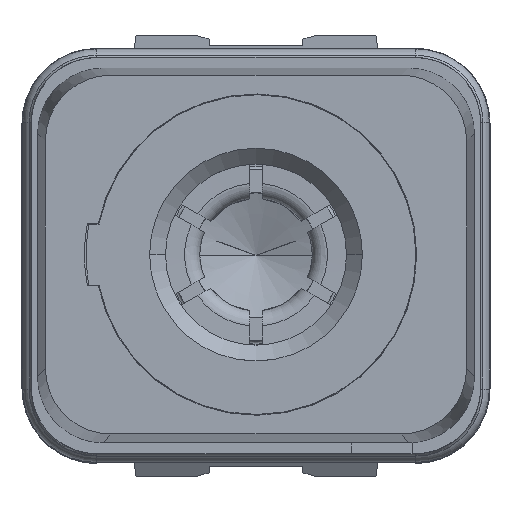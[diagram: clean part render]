
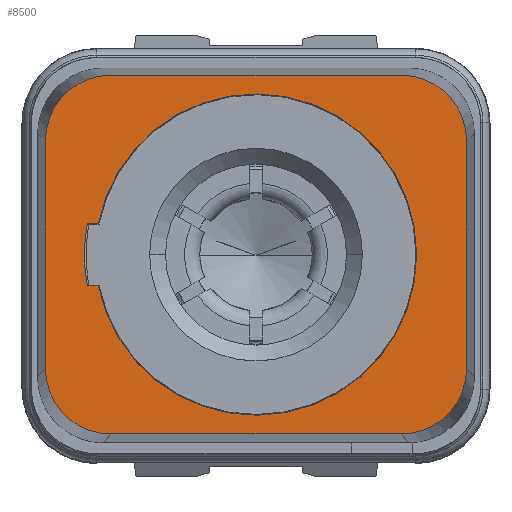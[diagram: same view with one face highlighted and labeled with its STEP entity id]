
A CAD part, top view. The second image highlights one B-rep face of the part: STEP entity #8500.
In plain terms, the highlighted planar face has unit normal (0, 0, 1).
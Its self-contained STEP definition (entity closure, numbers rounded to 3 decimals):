
#1770=DIRECTION('',(-1.,0.,0.));
#1771=VECTOR('',#1770,9.3);
#1772=CARTESIAN_POINT('',(4.65,-5.75,0.));
#1773=LINE('',#1772,#1771);
#1774=CARTESIAN_POINT('',(-4.65,-3.65,0.));
#1775=DIRECTION('',(0.,0.,-1.));
#1776=DIRECTION('',(0.,-1.,0.));
#1777=AXIS2_PLACEMENT_3D('',#1774,#1775,#1776);
#1779=DIRECTION('',(0.,1.,0.));
#1780=VECTOR('',#1779,7.3);
#1781=CARTESIAN_POINT('',(-6.75,-3.65,0.));
#1782=LINE('',#1781,#1780);
#1783=CARTESIAN_POINT('',(-4.65,3.65,0.));
#1784=DIRECTION('',(0.,0.,-1.));
#1785=DIRECTION('',(-1.,0.,0.));
#1786=AXIS2_PLACEMENT_3D('',#1783,#1784,#1785);
#1788=DIRECTION('',(1.,0.,0.));
#1789=VECTOR('',#1788,9.3);
#1790=CARTESIAN_POINT('',(-4.65,5.75,0.));
#1791=LINE('',#1790,#1789);
#1792=CARTESIAN_POINT('',(4.65,3.65,0.));
#1793=DIRECTION('',(0.,0.,-1.));
#1794=DIRECTION('',(0.,1.,0.));
#1795=AXIS2_PLACEMENT_3D('',#1792,#1793,#1794);
#1797=DIRECTION('',(0.,-1.,0.));
#1798=VECTOR('',#1797,7.3);
#1799=CARTESIAN_POINT('',(6.75,3.65,0.));
#1800=LINE('',#1799,#1798);
#1801=CARTESIAN_POINT('',(4.65,-3.65,0.));
#1802=DIRECTION('',(0.,0.,-1.));
#1803=DIRECTION('',(1.,0.,0.));
#1804=AXIS2_PLACEMENT_3D('',#1801,#1802,#1803);
#1806=CARTESIAN_POINT('',(0.,0.,0.));
#1807=DIRECTION('',(0.,0.,1.));
#1808=DIRECTION('',(-0.983,0.182,0.));
#1809=AXIS2_PLACEMENT_3D('',#1806,#1807,#1808);
#1811=DIRECTION('',(1.,0.,0.));
#1812=VECTOR('',#1811,0.356);
#1813=CARTESIAN_POINT('',(-5.408,-1.,0.));
#1814=LINE('',#1813,#1812);
#1815=CARTESIAN_POINT('',(0.,0.,0.));
#1816=DIRECTION('',(0.,0.,-1.));
#1817=DIRECTION('',(1.,0.,0.));
#1818=AXIS2_PLACEMENT_3D('',#1815,#1816,#1817);
#1820=CARTESIAN_POINT('',(0.,0.,0.));
#1821=DIRECTION('',(0.,0.,-1.));
#1822=DIRECTION('',(-0.981,0.194,0.));
#1823=AXIS2_PLACEMENT_3D('',#1820,#1821,#1822);
#1825=DIRECTION('',(-1.,0.,0.));
#1826=VECTOR('',#1825,0.356);
#1827=CARTESIAN_POINT('',(-5.052,1.,0.));
#1828=LINE('',#1827,#1826);
#5254=CARTESIAN_POINT('',(5.15,0.,0.));
#5255=VERTEX_POINT('',#5254);
#5260=CARTESIAN_POINT('',(-5.408,1.,0.));
#5261=CARTESIAN_POINT('',(-5.408,-1.,0.));
#5262=VERTEX_POINT('',#5260);
#5263=VERTEX_POINT('',#5261);
#5264=CARTESIAN_POINT('',(-5.052,-1.,0.));
#5265=VERTEX_POINT('',#5264);
#5266=CARTESIAN_POINT('',(4.65,-5.75,0.));
#5267=CARTESIAN_POINT('',(-4.65,-5.75,0.));
#5268=VERTEX_POINT('',#5266);
#5269=VERTEX_POINT('',#5267);
#5270=CARTESIAN_POINT('',(-6.75,-3.65,0.));
#5271=VERTEX_POINT('',#5270);
#5272=CARTESIAN_POINT('',(-6.75,3.65,0.));
#5273=VERTEX_POINT('',#5272);
#5274=CARTESIAN_POINT('',(-4.65,5.75,0.));
#5275=VERTEX_POINT('',#5274);
#5276=CARTESIAN_POINT('',(4.65,5.75,0.));
#5277=VERTEX_POINT('',#5276);
#5278=CARTESIAN_POINT('',(6.75,3.65,0.));
#5279=VERTEX_POINT('',#5278);
#5280=CARTESIAN_POINT('',(6.75,-3.65,0.));
#5281=VERTEX_POINT('',#5280);
#5302=CARTESIAN_POINT('',(-5.052,1.,0.));
#5303=VERTEX_POINT('',#5302);
#8473=CARTESIAN_POINT('',(2.572,6.,0.));
#8474=DIRECTION('',(0.,0.,-1.));
#8475=DIRECTION('',(1.,0.,0.));
#8476=AXIS2_PLACEMENT_3D('',#8473,#8474,#8475);
#8477=PLANE('',#8476);
#8478=ORIENTED_EDGE('',*,*,#8110,.T.);
#8479=ORIENTED_EDGE('',*,*,#8166,.T.);
#8480=ORIENTED_EDGE('',*,*,#8207,.T.);
#8481=ORIENTED_EDGE('',*,*,#8262,.T.);
#8482=ORIENTED_EDGE('',*,*,#8303,.T.);
#8483=ORIENTED_EDGE('',*,*,#8358,.T.);
#8484=ORIENTED_EDGE('',*,*,#8399,.T.);
#8485=ORIENTED_EDGE('',*,*,#8453,.T.);
#8486=EDGE_LOOP('',(#8478,#8479,#8480,#8481,#8482,#8483,#8484,#8485));
#8487=FACE_OUTER_BOUND('',#8486,.F.);
#8489=ORIENTED_EDGE('',*,*,#8488,.T.);
#8491=ORIENTED_EDGE('',*,*,#8490,.T.);
#8493=ORIENTED_EDGE('',*,*,#8492,.F.);
#8495=ORIENTED_EDGE('',*,*,#8494,.F.);
#8497=ORIENTED_EDGE('',*,*,#8496,.T.);
#8498=EDGE_LOOP('',(#8489,#8491,#8493,#8495,#8497));
#8499=FACE_BOUND('',#8498,.F.);
#8500=ADVANCED_FACE('',(#8487,#8499),#8477,.F.);
#1778=CIRCLE('',#1777,2.1);
#1787=CIRCLE('',#1786,2.1);
#1796=CIRCLE('',#1795,2.1);
#1805=CIRCLE('',#1804,2.1);
#1810=CIRCLE('',#1809,5.5);
#1819=CIRCLE('',#1818,5.15);
#1824=CIRCLE('',#1823,5.15);
#8110=EDGE_CURVE('',#5268,#5269,#1773,.T.);
#8166=EDGE_CURVE('',#5269,#5271,#1778,.T.);
#8207=EDGE_CURVE('',#5271,#5273,#1782,.T.);
#8262=EDGE_CURVE('',#5273,#5275,#1787,.T.);
#8303=EDGE_CURVE('',#5275,#5277,#1791,.T.);
#8358=EDGE_CURVE('',#5277,#5279,#1796,.T.);
#8399=EDGE_CURVE('',#5279,#5281,#1800,.T.);
#8453=EDGE_CURVE('',#5281,#5268,#1805,.T.);
#8488=EDGE_CURVE('',#5262,#5263,#1810,.T.);
#8490=EDGE_CURVE('',#5263,#5265,#1814,.T.);
#8492=EDGE_CURVE('',#5255,#5265,#1819,.T.);
#8494=EDGE_CURVE('',#5303,#5255,#1824,.T.);
#8496=EDGE_CURVE('',#5303,#5262,#1828,.T.);
